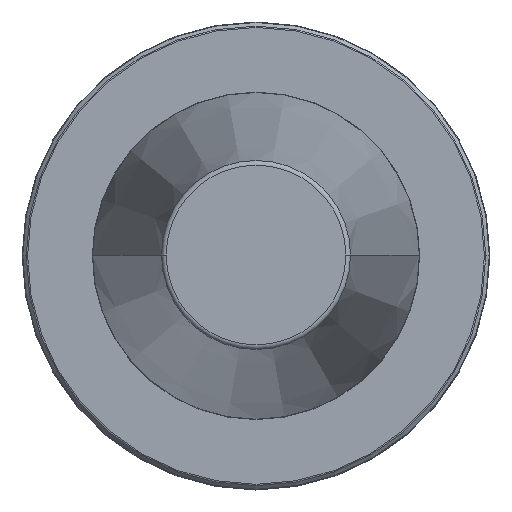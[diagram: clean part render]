
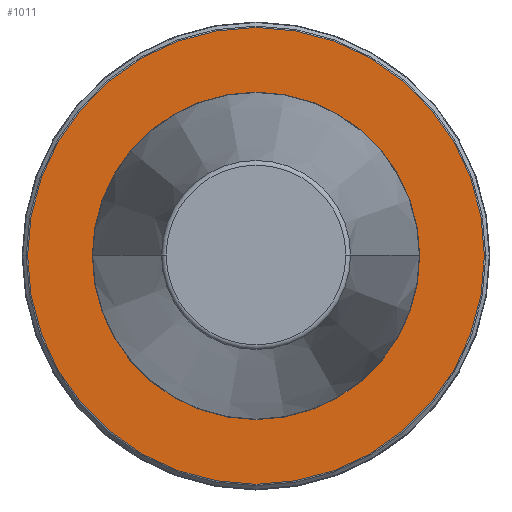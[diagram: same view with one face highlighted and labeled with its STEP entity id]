
A CAD part, top view. The second image highlights one B-rep face of the part: STEP entity #1011.
In plain terms, the highlighted planar face has unit normal (0, 0, 1).
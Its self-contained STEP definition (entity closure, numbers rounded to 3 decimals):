
#28 = CARTESIAN_POINT ( 'NONE',  ( -35., 0., -3. ) ) ;
#65 = ORIENTED_EDGE ( 'NONE', *, *, #627, .F. ) ;
#142 = CARTESIAN_POINT ( 'NONE',  ( 35., 0., -3. ) ) ;
#171 = ORIENTED_EDGE ( 'NONE', *, *, #593, .T. ) ;
#185 = CARTESIAN_POINT ( 'NONE',  ( -48.834, 0., -3. ) ) ;
#268 = DIRECTION ( 'NONE',  ( 0., 0., 1. ) ) ;
#320 = CARTESIAN_POINT ( 'NONE',  ( 0., 0., -3. ) ) ;
#356 = VERTEX_POINT ( 'NONE', #185 ) ;
#369 = AXIS2_PLACEMENT_3D ( 'NONE', #1703, #753, #1860 ) ;
#394 = CARTESIAN_POINT ( 'NONE',  ( 0., 0., -3. ) ) ;
#445 = EDGE_LOOP ( 'NONE', ( #709, #171 ) ) ;
#479 = DIRECTION ( 'NONE',  ( 1., 0., 0. ) ) ;
#496 = PLANE ( 'NONE',  #1188 ) ;
#593 = EDGE_CURVE ( 'NONE', #356, #1455, #1445, .T. ) ;
#626 = CIRCLE ( 'NONE', #1684, 35. ) ;
#627 = EDGE_CURVE ( 'NONE', #870, #1418, #626, .T. ) ;
#631 = FACE_BOUND ( 'NONE', #793, .T. ) ;
#632 = CARTESIAN_POINT ( 'NONE',  ( 0., 0., -3. ) ) ;
#709 = ORIENTED_EDGE ( 'NONE', *, *, #959, .T. ) ;
#751 = CARTESIAN_POINT ( 'NONE',  ( 48.834, 0., -3. ) ) ;
#753 = DIRECTION ( 'NONE',  ( 0., 0., 1. ) ) ;
#793 = EDGE_LOOP ( 'NONE', ( #1306, #65 ) ) ;
#821 = DIRECTION ( 'NONE',  ( 1., 0., 0. ) ) ;
#870 = VERTEX_POINT ( 'NONE', #28 ) ;
#959 = EDGE_CURVE ( 'NONE', #1455, #356, #1549, .T. ) ;
#1011 = ADVANCED_FACE ( 'NONE', ( #1083, #631 ), #496, .T. ) ;
#1083 = FACE_OUTER_BOUND ( 'NONE', #445, .T. ) ;
#1188 = AXIS2_PLACEMENT_3D ( 'NONE', #632, #1851, #1391 ) ;
#1306 = ORIENTED_EDGE ( 'NONE', *, *, #1473, .F. ) ;
#1333 = CIRCLE ( 'NONE', #1432, 35. ) ;
#1339 = CARTESIAN_POINT ( 'NONE',  ( 0., 0., -3. ) ) ;
#1391 = DIRECTION ( 'NONE',  ( 1., 0., 0. ) ) ;
#1395 = DIRECTION ( 'NONE',  ( 0., 0., 1. ) ) ;
#1418 = VERTEX_POINT ( 'NONE', #142 ) ;
#1432 = AXIS2_PLACEMENT_3D ( 'NONE', #320, #1395, #479 ) ;
#1445 = CIRCLE ( 'NONE', #1508, 48.834 ) ;
#1455 = VERTEX_POINT ( 'NONE', #751 ) ;
#1473 = EDGE_CURVE ( 'NONE', #1418, #870, #1333, .T. ) ;
#1508 = AXIS2_PLACEMENT_3D ( 'NONE', #394, #1882, #1926 ) ;
#1549 = CIRCLE ( 'NONE', #369, 48.834 ) ;
#1684 = AXIS2_PLACEMENT_3D ( 'NONE', #1339, #268, #821 ) ;
#1703 = CARTESIAN_POINT ( 'NONE',  ( 0., 0., -3. ) ) ;
#1851 = DIRECTION ( 'NONE',  ( 0., 0., 1. ) ) ;
#1860 = DIRECTION ( 'NONE',  ( 1., 0., 0. ) ) ;
#1882 = DIRECTION ( 'NONE',  ( 0., 0., 1. ) ) ;
#1926 = DIRECTION ( 'NONE',  ( 1., 0., 0. ) ) ;
